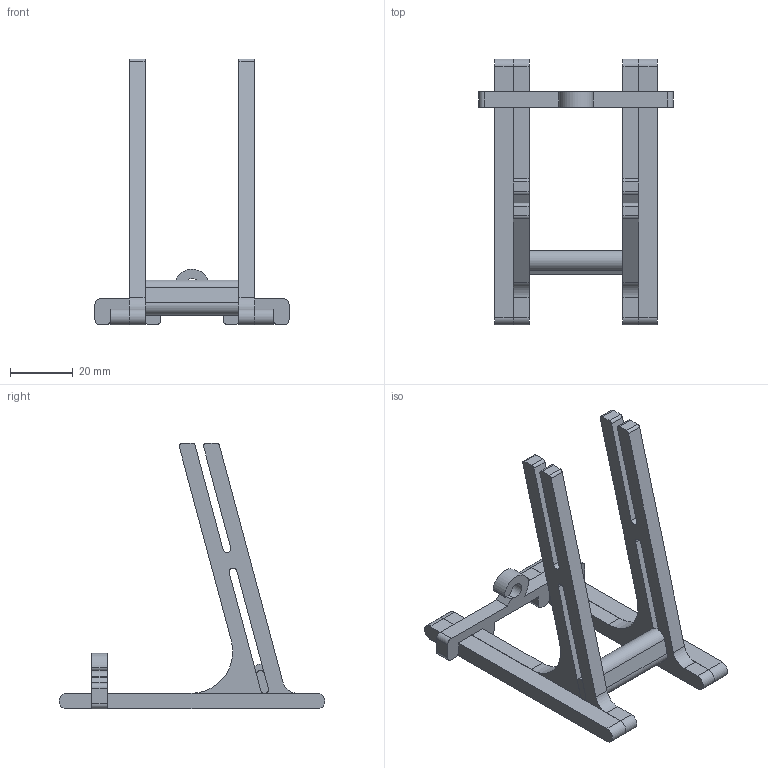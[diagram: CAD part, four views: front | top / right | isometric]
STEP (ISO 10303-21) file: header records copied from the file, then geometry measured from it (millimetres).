
FILE_DESCRIPTION(/* description */ (''),/* implementation_level */ '2;1');
FILE_NAME(/* name */ 'LCA Badge Stand v3.2.step',/* time_stamp */ '2021-01-23T16:20:59+10:00',/* author */ (''),/* organization */ (''),/* preprocessor_version */ 'ST-DEVELOPER v18.1',/* originating_system */ 'Autodesk Translation Framework v9.7.0.1280',/* authorisation */ '');
FILE_SCHEMA (('AUTOMOTIVE_DESIGN { 1 0 10303 214 3 1 1 }'));
Length unit declared in the file: millimetre
Products named in the file (5): LCA_Badge_Stand; LeftArm (original); RightArm; CrossBar; USBCableHolder
Assembly tree (4 placements, depth 2):
  LCA_Badge_Stand
    LeftArm (original)
    RightArm
    CrossBar
    USBCableHolder
Bounding box: 62 x 85 x 85 mm (x, y, z)
Volume: 22243.9 mm3; surface area: 16872.4 mm2
Topology: 6 solids, 6 shells, 112 faces, 294 edges, 196 vertices
Faces by surface type: plane 65, cylinder 47
Entity records: 3627 total; most frequent: DIRECTION 630, CARTESIAN_POINT 611, ORIENTED_EDGE 588, EDGE_CURVE 294, AXIS2_PLACEMENT_3D 215, LINE 200, VECTOR 200, VERTEX_POINT 196
